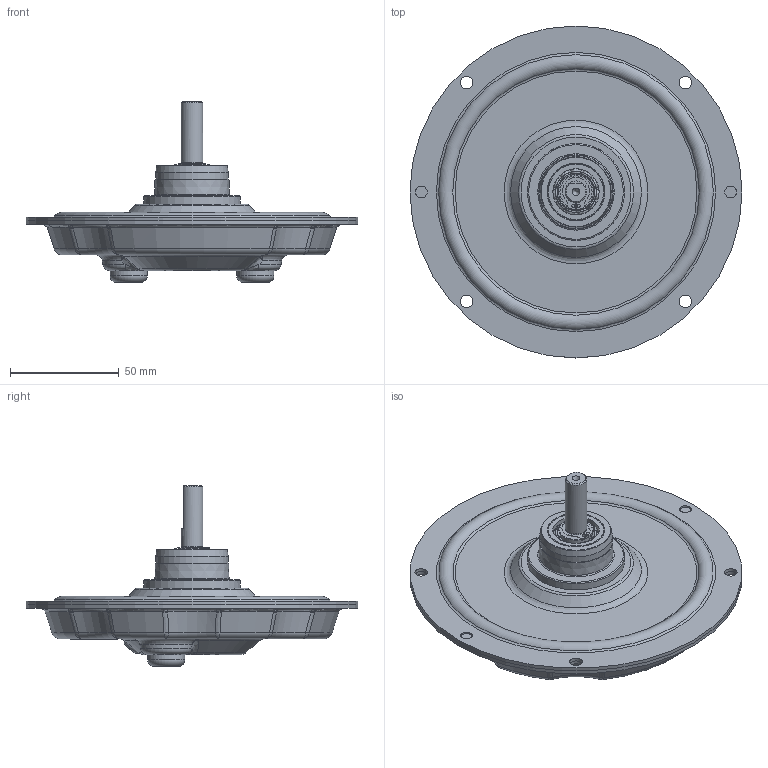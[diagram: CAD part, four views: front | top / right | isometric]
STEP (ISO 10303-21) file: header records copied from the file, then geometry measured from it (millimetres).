
FILE_DESCRIPTION (( 'STEP AP214' ), '1' );
FILE_NAME ('005062.STEP', '2023-03-27T07:19:42', ( '' ), ( '' ), 'SwSTEP 2.0', 'SolidWorks 2021', '' );
FILE_SCHEMA (( 'AUTOMOTIVE_DESIGN' ));
Length unit declared in the file: millimetre
Products named in the file (1): 005062
Bounding box: 152.4 x 152.4 x 82.99 mm (x, y, z)
Surface area: 69154.4 mm2 (no closed solid volume)
Topology: 0 solids, 43 shells, 419 faces, 2550 edges, 2129 vertices
Faces by surface type: plane 154, bspline 94, torus 63, sphere 45, cylinder 41, cone 22
Full cylindrical faces by diameter (mm): 1.5 x2, 3.2 x1, 5.4 x4, 5.8 x8, 9.54 x1, 10 x1, 11 x1, 14.8 x1, 16 x1, 17.1 x2, 17.2 x1, 18.8 x1, 21.2 x1, 33.35 x1, 152.4 x2
Entity records: 41539 total; most frequent: CARTESIAN_POINT 20282, ORIENTED_EDGE 3114, DIRECTION 2500, EDGE_CURVE 2476, VERTEX_POINT 2121, LINE 1108, VECTOR 1108, B_SPLINE_CURVE_WITH_KNOTS 998
